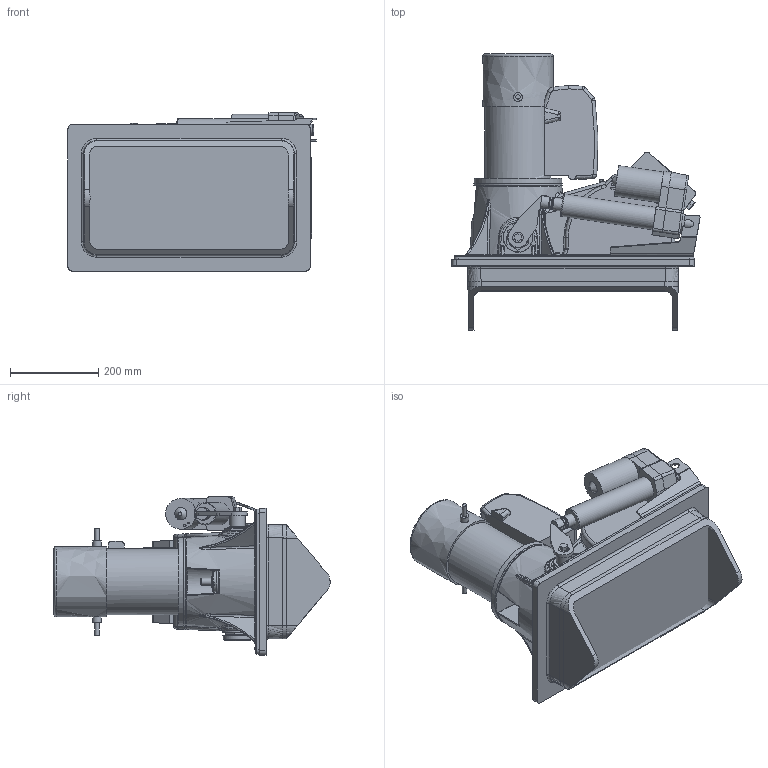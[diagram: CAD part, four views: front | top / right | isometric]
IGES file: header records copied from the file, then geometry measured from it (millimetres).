
Global section: file name: SRV100-185T (24V) IN; native system: Autodesk Inventor 2015; preprocessor: unknown; author: Elvira H.; date: 20160120.105545; units: millimetre
Bounding box: 563.54 x 627.4 x 359 mm (x, y, z)
Volume: 30784461.2 mm3; surface area: 2023874.9 mm2
Topology: 19 solids, 19 shells, 1995 faces, 4973 edges, 2998 vertices
Faces by surface type: bspline 1995
